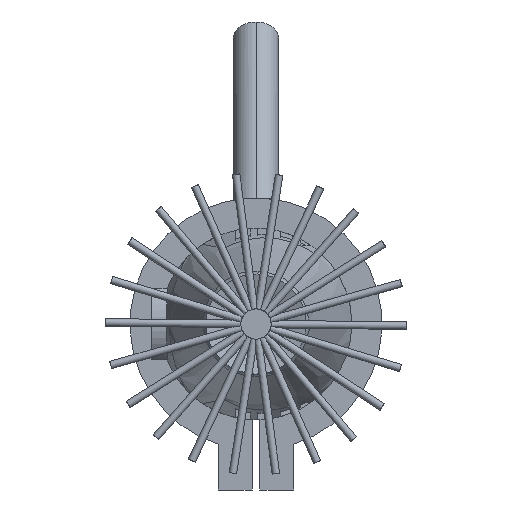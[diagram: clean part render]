
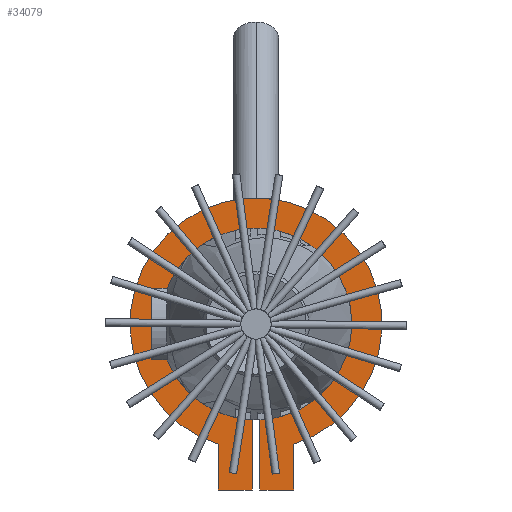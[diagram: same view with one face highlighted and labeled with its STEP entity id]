
A CAD part, front view. The second image highlights one B-rep face of the part: STEP entity #34079.
In plain terms, the highlighted planar face has unit normal (0, -1, 0).
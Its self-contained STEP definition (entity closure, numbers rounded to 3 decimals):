
#1406 = CARTESIAN_POINT ( 'NONE',  ( 10., 0., -44. ) ) ;
#1566 = CARTESIAN_POINT ( 'NONE',  ( 10., 0., -31.868 ) ) ;
#2170 = VERTEX_POINT ( 'NONE', #20642 ) ;
#2548 = VECTOR ( 'NONE', #19313, 1000. ) ;
#2627 = EDGE_CURVE ( 'NONE', #33683, #34062, #12995, .T. ) ;
#4832 = CARTESIAN_POINT ( 'NONE',  ( 1., 0., -44. ) ) ;
#4835 = DIRECTION ( 'NONE',  ( 0., 0., -1. ) ) ;
#6425 = EDGE_CURVE ( 'NONE', #33022, #16315, #11410, .T. ) ;
#6806 = EDGE_CURVE ( 'NONE', #15971, #34062, #8437, .T. ) ;
#8437 = LINE ( 'NONE', #14122, #2548 ) ;
#8791 = EDGE_CURVE ( 'NONE', #20634, #16315, #15857, .T. ) ;
#9001 = EDGE_CURVE ( 'NONE', #15971, #16151, #17006, .T. ) ;
#9341 = DIRECTION ( 'NONE',  ( 0., 0., 1. ) ) ;
#10834 = DIRECTION ( 'NONE',  ( 1., 0., 0. ) ) ;
#11410 = LINE ( 'NONE', #32681, #26282 ) ;
#11686 = CARTESIAN_POINT ( 'NONE',  ( -1., 0., -25.38 ) ) ;
#11688 = CARTESIAN_POINT ( 'NONE',  ( -10., 0., -44. ) ) ;
#11765 = FACE_OUTER_BOUND ( 'NONE', #31558, .T. ) ;
#11897 = VECTOR ( 'NONE', #22836, 1000. ) ;
#12047 = ORIENTED_EDGE ( 'NONE', *, *, #6806, .T. ) ;
#12423 = DIRECTION ( 'NONE',  ( 0., 0., 1. ) ) ;
#12510 = CARTESIAN_POINT ( 'NONE',  ( 0., 0., 0. ) ) ;
#12756 = CARTESIAN_POINT ( 'NONE',  ( 1., 0., -25.38 ) ) ;
#12995 = LINE ( 'NONE', #25431, #11897 ) ;
#14122 = CARTESIAN_POINT ( 'NONE',  ( 0., 0., -44. ) ) ;
#15538 = DIRECTION ( 'NONE',  ( 0., 1., 0. ) ) ;
#15857 = LINE ( 'NONE', #28998, #33374 ) ;
#15971 = VERTEX_POINT ( 'NONE', #4832 ) ;
#16151 = VERTEX_POINT ( 'NONE', #12756 ) ;
#16315 = VERTEX_POINT ( 'NONE', #30179 ) ;
#16581 = DIRECTION ( 'NONE',  ( 0., 0., 1. ) ) ;
#16978 = ORIENTED_EDGE ( 'NONE', *, *, #28720, .F. ) ;
#17006 = LINE ( 'NONE', #32741, #23957 ) ;
#19313 = DIRECTION ( 'NONE',  ( 1., 0., 0. ) ) ;
#19328 = CIRCLE ( 'NONE', #20419, 25.4 ) ;
#19793 = ORIENTED_EDGE ( 'NONE', *, *, #29037, .T. ) ;
#20419 = AXIS2_PLACEMENT_3D ( 'NONE', #31270, #15538, #12423 ) ;
#20575 = ORIENTED_EDGE ( 'NONE', *, *, #6425, .F. ) ;
#20634 = VERTEX_POINT ( 'NONE', #11688 ) ;
#20642 = CARTESIAN_POINT ( 'NONE',  ( -10., 0., -31.868 ) ) ;
#20875 = LINE ( 'NONE', #34205, #29335 ) ;
#22149 = PLANE ( 'NONE',  #28462 ) ;
#22312 = DIRECTION ( 'NONE',  ( 0., 1., 0. ) ) ;
#22482 = CARTESIAN_POINT ( 'NONE',  ( 0., 0., 0. ) ) ;
#22614 = AXIS2_PLACEMENT_3D ( 'NONE', #12510, #28594, #16581 ) ;
#22836 = DIRECTION ( 'NONE',  ( 0., 0., -1. ) ) ;
#23957 = VECTOR ( 'NONE', #25286, 1000. ) ;
#24803 = CIRCLE ( 'NONE', #22614, 33.4 ) ;
#25286 = DIRECTION ( 'NONE',  ( 0., 0., 1. ) ) ;
#25431 = CARTESIAN_POINT ( 'NONE',  ( 10., 0., 0. ) ) ;
#26282 = VECTOR ( 'NONE', #26965, 1000. ) ;
#26855 = ORIENTED_EDGE ( 'NONE', *, *, #2627, .F. ) ;
#26965 = DIRECTION ( 'NONE',  ( 0., 0., -1. ) ) ;
#28462 = AXIS2_PLACEMENT_3D ( 'NONE', #22482, #22312, #9341 ) ;
#28594 = DIRECTION ( 'NONE',  ( 0., 1., 0. ) ) ;
#28720 = EDGE_CURVE ( 'NONE', #2170, #33683, #24803, .T. ) ;
#28795 = ORIENTED_EDGE ( 'NONE', *, *, #9001, .F. ) ;
#28998 = CARTESIAN_POINT ( 'NONE',  ( 0., 0., -44. ) ) ;
#29037 = EDGE_CURVE ( 'NONE', #33022, #16151, #19328, .T. ) ;
#29335 = VECTOR ( 'NONE', #4835, 1000. ) ;
#30179 = CARTESIAN_POINT ( 'NONE',  ( -1., 0., -44. ) ) ;
#31270 = CARTESIAN_POINT ( 'NONE',  ( 0., 0., 0. ) ) ;
#31536 = EDGE_CURVE ( 'NONE', #2170, #20634, #20875, .T. ) ;
#31558 = EDGE_LOOP ( 'NONE', ( #33934, #20575, #19793, #28795, #12047, #26855, #16978, #31714 ) ) ;
#31714 = ORIENTED_EDGE ( 'NONE', *, *, #31536, .T. ) ;
#32681 = CARTESIAN_POINT ( 'NONE',  ( -1., 0., -44. ) ) ;
#32741 = CARTESIAN_POINT ( 'NONE',  ( 1., 0., -44. ) ) ;
#33022 = VERTEX_POINT ( 'NONE', #11686 ) ;
#33374 = VECTOR ( 'NONE', #10834, 1000. ) ;
#33683 = VERTEX_POINT ( 'NONE', #1566 ) ;
#33934 = ORIENTED_EDGE ( 'NONE', *, *, #8791, .T. ) ;
#34062 = VERTEX_POINT ( 'NONE', #1406 ) ;
#34079 = ADVANCED_FACE ( 'NONE', ( #11765 ), #22149, .F. ) ;
#34205 = CARTESIAN_POINT ( 'NONE',  ( -10., 0., 0. ) ) ;
